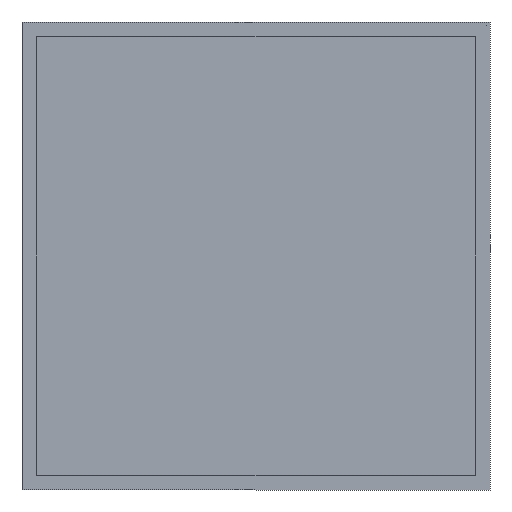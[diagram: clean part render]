
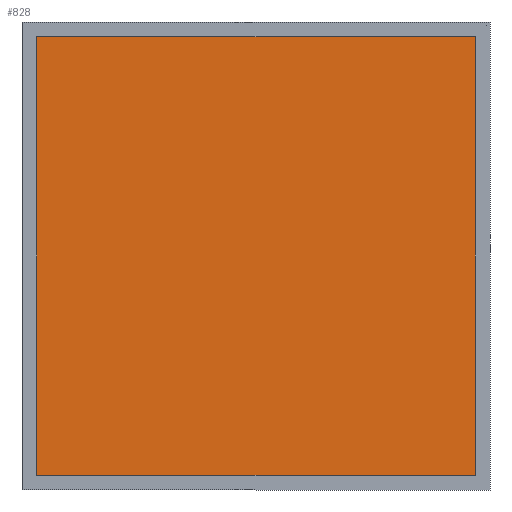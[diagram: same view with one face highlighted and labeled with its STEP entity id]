
A CAD part, front view. The second image highlights one B-rep face of the part: STEP entity #828.
In plain terms, the highlighted planar face has unit normal (0, -1, 0).
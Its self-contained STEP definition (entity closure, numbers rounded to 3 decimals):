
#19 = CARTESIAN_POINT ( 'NONE',  ( -278.5, 0.5, 278.5 ) ) ;
#42 = DIRECTION ( 'NONE',  ( 1., 0., 0. ) ) ;
#44 = CARTESIAN_POINT ( 'NONE',  ( 278.5, 0.5, 278.5 ) ) ;
#45 = EDGE_CURVE ( 'NONE', #693, #450, #603, .T. ) ;
#48 = DIRECTION ( 'NONE',  ( 0., 0., -1. ) ) ;
#95 = VECTOR ( 'NONE', #42, 1000. ) ;
#99 = CARTESIAN_POINT ( 'NONE',  ( 0., 0.5, 0. ) ) ;
#109 = CARTESIAN_POINT ( 'NONE',  ( -278.5, 0.5, 278.5 ) ) ;
#111 = LINE ( 'NONE', #109, #673 ) ;
#130 = CARTESIAN_POINT ( 'NONE',  ( 278.5, 0.5, 278.5 ) ) ;
#138 = EDGE_CURVE ( 'NONE', #757, #188, #307, .T. ) ;
#144 = EDGE_LOOP ( 'NONE', ( #170, #668, #487, #332 ) ) ;
#152 = DIRECTION ( 'NONE',  ( -1., 0., 0. ) ) ;
#168 = CARTESIAN_POINT ( 'NONE',  ( -278.5, 0.5, -278.5 ) ) ;
#170 = ORIENTED_EDGE ( 'NONE', *, *, #636, .T. ) ;
#188 = VERTEX_POINT ( 'NONE', #19 ) ;
#269 = VECTOR ( 'NONE', #152, 1000. ) ;
#287 = LINE ( 'NONE', #130, #593 ) ;
#289 = DIRECTION ( 'NONE',  ( 0., -1., 0. ) ) ;
#307 = LINE ( 'NONE', #475, #269 ) ;
#332 = ORIENTED_EDGE ( 'NONE', *, *, #138, .T. ) ;
#450 = VERTEX_POINT ( 'NONE', #778 ) ;
#455 = AXIS2_PLACEMENT_3D ( 'NONE', #99, #289, #825 ) ;
#475 = CARTESIAN_POINT ( 'NONE',  ( -278.5, 0.5, 278.5 ) ) ;
#487 = ORIENTED_EDGE ( 'NONE', *, *, #552, .T. ) ;
#533 = FACE_OUTER_BOUND ( 'NONE', #144, .T. ) ;
#552 = EDGE_CURVE ( 'NONE', #450, #757, #287, .T. ) ;
#593 = VECTOR ( 'NONE', #856, 1000. ) ;
#603 = LINE ( 'NONE', #697, #95 ) ;
#636 = EDGE_CURVE ( 'NONE', #188, #693, #111, .T. ) ;
#668 = ORIENTED_EDGE ( 'NONE', *, *, #45, .T. ) ;
#673 = VECTOR ( 'NONE', #48, 1000. ) ;
#690 = PLANE ( 'NONE',  #455 ) ;
#693 = VERTEX_POINT ( 'NONE', #168 ) ;
#697 = CARTESIAN_POINT ( 'NONE',  ( -278.5, 0.5, -278.5 ) ) ;
#757 = VERTEX_POINT ( 'NONE', #44 ) ;
#778 = CARTESIAN_POINT ( 'NONE',  ( 278.5, 0.5, -278.5 ) ) ;
#825 = DIRECTION ( 'NONE',  ( 0., 0., -1. ) ) ;
#828 = ADVANCED_FACE ( 'NONE', ( #533 ), #690, .T. ) ;
#856 = DIRECTION ( 'NONE',  ( 0., 0., 1. ) ) ;
